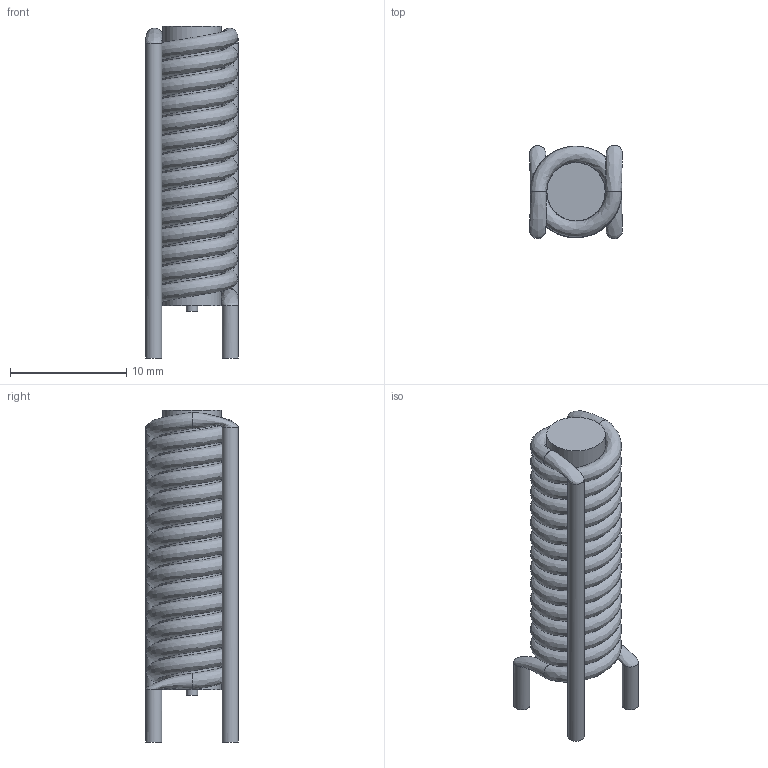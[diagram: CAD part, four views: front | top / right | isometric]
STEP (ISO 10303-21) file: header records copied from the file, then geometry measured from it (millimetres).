
FILE_DESCRIPTION(/* description */ ('STEP AP242','CAx-IF Rec.Pracs.---Representation and Presentation of Product Manufacturing Information (PMI)---4.0---2014-10-13','CAx-IF Rec.Pracs.---3D Tessellated Geometry---0.4---2014-09-14','2;1'),/* implementation_level */ '2;1');
FILE_NAME(/* name */ '61b975ec84430a4aa4535f9d',/* time_stamp */ '2021-12-15T04:58:20+00:00',/* author */ (''),/* organization */ (''),/* preprocessor_version */ 'ST-DEVELOPER v18.1',/* originating_system */ ' ',/* authorisation */ ' ');
FILE_SCHEMA (('AP242_MANAGED_MODEL_BASED_3D_ENGINEERING_MIM_LF { 1 0 10303 442 1 1 4 }'));
Length unit declared in the file: metre
Products named in the file (4): 155-0003; Rod; Wire1; Wire2
Assembly tree (3 placements, depth 2):
  155-0003
    Rod
    Wire1
    Wire2
Bounding box: 7.98 x 7.98 x 28.5 mm (x, y, z)
Volume: 1019.2 mm3; surface area: 2007 mm2
Topology: 3 solids, 3 shells, 19 faces, 33 edges, 21 vertices
Faces by surface type: plane 7, cylinder 6, bspline 6
Full cylindrical faces by diameter (mm): 1 x1, 1.4 x4, 5 x1
Entity records: 1989 total; most frequent: CARTESIAN_POINT 1639, DIRECTION 50, ORIENTED_EDGE 32, EDGE_LOOP 32, FACE_BOUND 32, AXIS2_PLACEMENT_3D 25, ADVANCED_FACE 19, EDGE_CURVE 16
